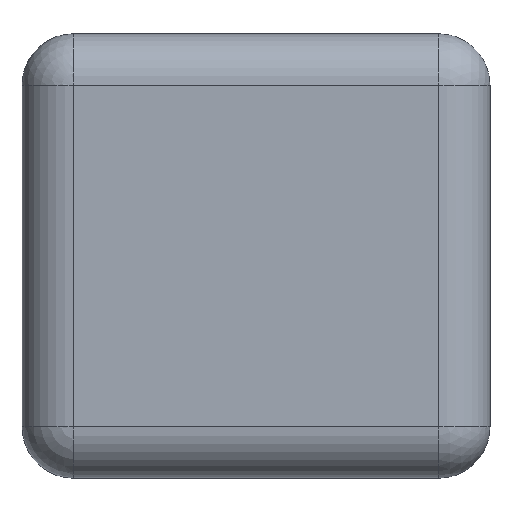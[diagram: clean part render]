
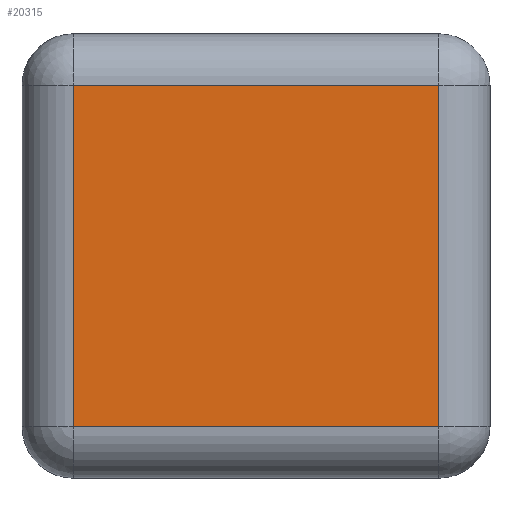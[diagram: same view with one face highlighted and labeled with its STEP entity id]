
A CAD part, front view. The second image highlights one B-rep face of the part: STEP entity #20315.
In plain terms, the highlighted planar face has unit normal (0, -1, 0).
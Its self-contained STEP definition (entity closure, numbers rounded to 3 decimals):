
#3516 = DIRECTION ( 'NONE',  ( 1., 0., 0. ) ) ;
#9029 = VECTOR ( 'NONE', #50396, 1000. ) ;
#14378 = LINE ( 'NONE', #29513, #44782 ) ;
#17465 = EDGE_CURVE ( 'NONE', #26742, #30166, #29903, .T. ) ;
#18765 = CARTESIAN_POINT ( 'NONE',  ( 283.679, -640.551, -265.352 ) ) ;
#19179 = EDGE_CURVE ( 'NONE', #20282, #26742, #14378, .T. ) ;
#19330 = CARTESIAN_POINT ( 'NONE',  ( -283.679, -640.551, 265.352 ) ) ;
#19615 = LINE ( 'NONE', #40456, #44528 ) ;
#20282 = VERTEX_POINT ( 'NONE', #44553 ) ;
#20315 = ADVANCED_FACE ( 'NONE', ( #50267 ), #49267, .T. ) ;
#20624 = ORIENTED_EDGE ( 'NONE', *, *, #17465, .T. ) ;
#23728 = CARTESIAN_POINT ( 'NONE',  ( 0., -640.551, 0. ) ) ;
#24086 = ORIENTED_EDGE ( 'NONE', *, *, #56210, .T. ) ;
#24401 = EDGE_LOOP ( 'NONE', ( #24086, #47562, #58453, #20624 ) ) ;
#26742 = VERTEX_POINT ( 'NONE', #19330 ) ;
#27655 = AXIS2_PLACEMENT_3D ( 'NONE', #23728, #44227, #45215 ) ;
#27657 = CARTESIAN_POINT ( 'NONE',  ( -283.679, -640.551, -265.352 ) ) ;
#29513 = CARTESIAN_POINT ( 'NONE',  ( 0., -640.551, 265.352 ) ) ;
#29903 = LINE ( 'NONE', #34928, #9029 ) ;
#30166 = VERTEX_POINT ( 'NONE', #27657 ) ;
#32470 = DIRECTION ( 'NONE',  ( 0., 0., 1. ) ) ;
#34928 = CARTESIAN_POINT ( 'NONE',  ( -283.679, -640.551, 0. ) ) ;
#40456 = CARTESIAN_POINT ( 'NONE',  ( 0., -640.551, -265.352 ) ) ;
#40928 = DIRECTION ( 'NONE',  ( -1., 0., 0. ) ) ;
#44227 = DIRECTION ( 'NONE',  ( 0., -1., 0. ) ) ;
#44528 = VECTOR ( 'NONE', #3516, 1000. ) ;
#44553 = CARTESIAN_POINT ( 'NONE',  ( 283.679, -640.551, 265.352 ) ) ;
#44782 = VECTOR ( 'NONE', #40928, 1000. ) ;
#45215 = DIRECTION ( 'NONE',  ( 0., 0., -1. ) ) ;
#47468 = VECTOR ( 'NONE', #32470, 1000. ) ;
#47562 = ORIENTED_EDGE ( 'NONE', *, *, #48988, .T. ) ;
#48988 = EDGE_CURVE ( 'NONE', #61622, #20282, #62407, .T. ) ;
#49267 = PLANE ( 'NONE',  #27655 ) ;
#50267 = FACE_OUTER_BOUND ( 'NONE', #24401, .T. ) ;
#50396 = DIRECTION ( 'NONE',  ( 0., 0., -1. ) ) ;
#52352 = CARTESIAN_POINT ( 'NONE',  ( 283.679, -640.551, 0. ) ) ;
#56210 = EDGE_CURVE ( 'NONE', #30166, #61622, #19615, .T. ) ;
#58453 = ORIENTED_EDGE ( 'NONE', *, *, #19179, .T. ) ;
#61622 = VERTEX_POINT ( 'NONE', #18765 ) ;
#62407 = LINE ( 'NONE', #52352, #47468 ) ;
